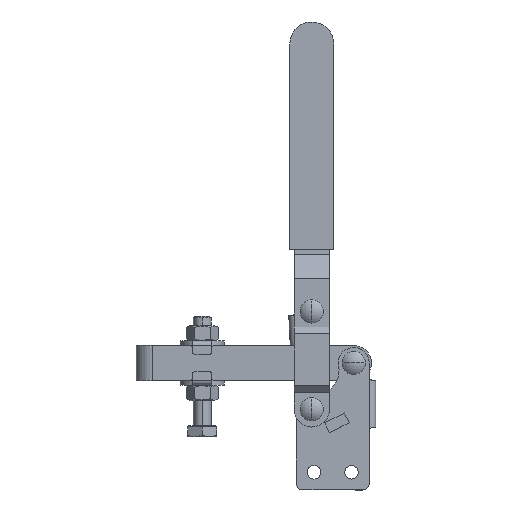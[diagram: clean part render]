
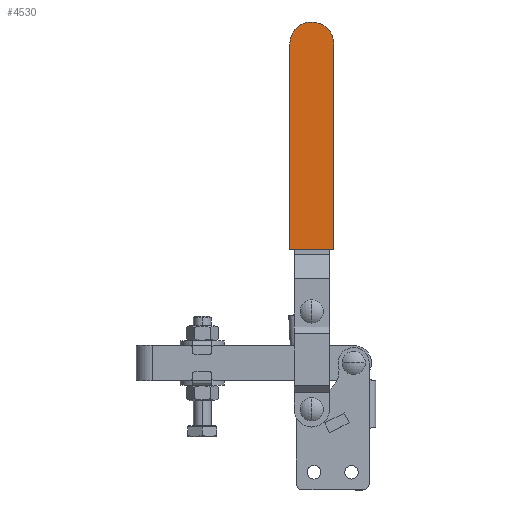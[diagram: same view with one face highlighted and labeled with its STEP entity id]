
A CAD part, top view. The second image highlights one B-rep face of the part: STEP entity #4530.
In plain terms, the highlighted planar face has unit normal (0, 0, 1).
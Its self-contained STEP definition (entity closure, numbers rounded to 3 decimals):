
#604 = CARTESIAN_POINT ( 'NONE',  ( -38.941, 182.504, 5. ) ) ;
#947 = VECTOR ( 'NONE', #2317, 1000. ) ;
#1272 = CARTESIAN_POINT ( 'NONE',  ( -28.941, 182.5, 5. ) ) ;
#1311 = VERTEX_POINT ( 'NONE', #9363 ) ;
#1378 = DIRECTION ( 'NONE',  ( 0., 0., 1. ) ) ;
#1404 = LINE ( 'NONE', #3229, #8908 ) ;
#1776 = DIRECTION ( 'NONE',  ( 1., 0., 0. ) ) ;
#1789 = DIRECTION ( 'NONE',  ( 1., 0., 0. ) ) ;
#1982 = LINE ( 'NONE', #2137, #3970 ) ;
#2009 = DIRECTION ( 'NONE',  ( 0., 1., 0. ) ) ;
#2110 = EDGE_CURVE ( 'NONE', #6081, #1311, #2347, .T. ) ;
#2137 = CARTESIAN_POINT ( 'NONE',  ( -38.974, 89.504, 5. ) ) ;
#2287 = VERTEX_POINT ( 'NONE', #3943 ) ;
#2317 = DIRECTION ( 'NONE',  ( 0., -1., 0. ) ) ;
#2347 = LINE ( 'NONE', #7603, #947 ) ;
#3036 = EDGE_CURVE ( 'NONE', #7588, #2287, #1404, .T. ) ;
#3153 = EDGE_CURVE ( 'NONE', #2287, #6081, #6103, .T. ) ;
#3229 = CARTESIAN_POINT ( 'NONE',  ( -18.937, 192.496, 5. ) ) ;
#3590 = ORIENTED_EDGE ( 'NONE', *, *, #8746, .T. ) ;
#3930 = AXIS2_PLACEMENT_3D ( 'NONE', #9002, #3957, #1789 ) ;
#3943 = CARTESIAN_POINT ( 'NONE',  ( -18.941, 182.496, 5. ) ) ;
#3957 = DIRECTION ( 'NONE',  ( 0., 0., 1. ) ) ;
#3970 = VECTOR ( 'NONE', #6506, 1000. ) ;
#4280 = FACE_OUTER_BOUND ( 'NONE', #5027, .T. ) ;
#4530 = ADVANCED_FACE ( 'NONE', ( #4280 ), #6862, .T. ) ;
#5027 = EDGE_LOOP ( 'NONE', ( #7812, #7797, #7802, #3590 ) ) ;
#5976 = CARTESIAN_POINT ( 'NONE',  ( -18.974, 89.496, 5. ) ) ;
#6081 = VERTEX_POINT ( 'NONE', #604 ) ;
#6103 = CIRCLE ( 'NONE', #7100, 10. ) ;
#6506 = DIRECTION ( 'NONE',  ( 1., 0., 0. ) ) ;
#6862 = PLANE ( 'NONE',  #3930 ) ;
#7100 = AXIS2_PLACEMENT_3D ( 'NONE', #1272, #1378, #1776 ) ;
#7588 = VERTEX_POINT ( 'NONE', #5976 ) ;
#7603 = CARTESIAN_POINT ( 'NONE',  ( -38.937, 192.504, 5. ) ) ;
#7797 = ORIENTED_EDGE ( 'NONE', *, *, #3153, .T. ) ;
#7802 = ORIENTED_EDGE ( 'NONE', *, *, #2110, .T. ) ;
#7812 = ORIENTED_EDGE ( 'NONE', *, *, #3036, .T. ) ;
#8746 = EDGE_CURVE ( 'NONE', #1311, #7588, #1982, .T. ) ;
#8908 = VECTOR ( 'NONE', #2009, 1000. ) ;
#9002 = CARTESIAN_POINT ( 'NONE',  ( -38.974, 89.504, 5. ) ) ;
#9363 = CARTESIAN_POINT ( 'NONE',  ( -38.974, 89.504, 5. ) ) ;
